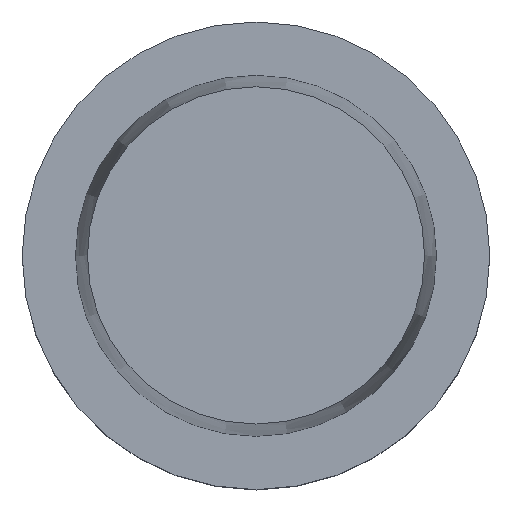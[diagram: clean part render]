
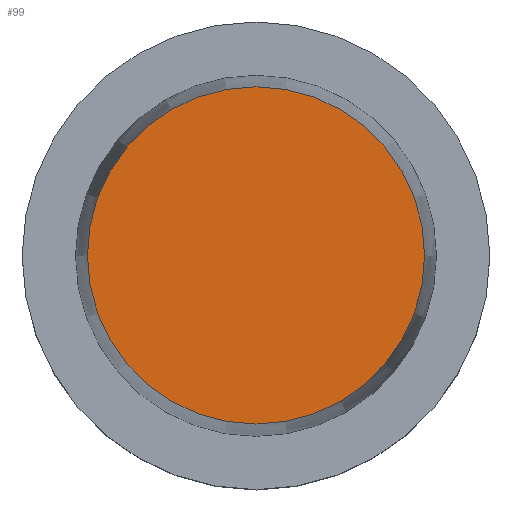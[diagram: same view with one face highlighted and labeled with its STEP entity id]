
A CAD part, top view. The second image highlights one B-rep face of the part: STEP entity #99.
In plain terms, the highlighted planar face has unit normal (0, 0, 1).
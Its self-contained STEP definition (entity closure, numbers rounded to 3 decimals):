
#45=PLANE('',#384);
#99=ADVANCED_FACE('',(#111),#45,.T.);
#111=FACE_OUTER_BOUND('',#141,.T.);
#141=EDGE_LOOP('',(#220));
#220=ORIENTED_EDGE('',*,*,#291,.T.);
#256=VERTEX_POINT('',#562);
#291=EDGE_CURVE('',#256,#256,#318,.T.);
#318=CIRCLE('',#383,22.712);
#383=AXIS2_PLACEMENT_3D('',#561,#478,#479);
#384=AXIS2_PLACEMENT_3D('',#563,#480,#481);
#478=DIRECTION('',(0.,0.,1.));
#479=DIRECTION('',(1.,0.,0.));
#480=DIRECTION('',(0.,0.,1.));
#481=DIRECTION('',(1.,0.,0.));
#561=CARTESIAN_POINT('',(0.,0.,32.));
#562=CARTESIAN_POINT('',(22.712,0.,32.));
#563=CARTESIAN_POINT('',(0.,0.,32.));
